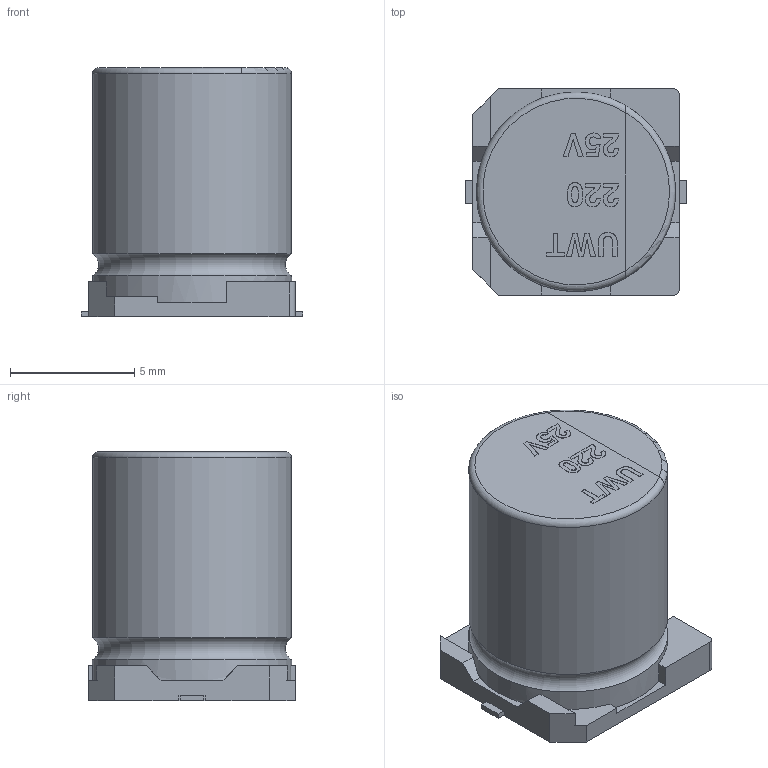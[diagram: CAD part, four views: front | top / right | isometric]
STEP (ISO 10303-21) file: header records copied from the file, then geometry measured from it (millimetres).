
FILE_DESCRIPTION(('FreeCAD Model'),'2;1');
FILE_NAME('Nichicon_UWT1E221MNL1GS.step','2019-07-20T23:28:38',('Author'),(''), 'Open CASCADE STEP processor 7.3','FreeCAD','Unknown');
FILE_SCHEMA(('AUTOMOTIVE_DESIGN { 1 0 10303 214 1 1 1 1 }'));
Length unit declared in the file: millimetre
Products named in the file (1): UWT1E221MNL1GS
Bounding box: 8.9 x 8.3 x 10.01 mm (x, y, z)
Volume: 518.5 mm3; surface area: 407.2 mm2
Topology: 1 solids, 1 shells, 230 faces, 640 edges, 422 vertices
Faces by surface type: plane 119, extrusion 103, cylinder 5, torus 3
Full cylindrical faces by diameter (mm): 8 x2
Entity records: 9085 total; most frequent: CARTESIAN_POINT 1955, ORIENTED_EDGE 1280, DIRECTION 817, EDGE_CURVE 640, VECTOR 505, VERTEX_POINT 422, LINE 402, B_SPLINE_CURVE_WITH_KNOTS 313
